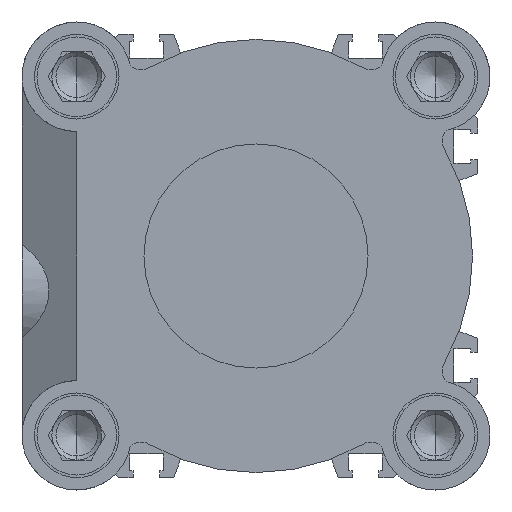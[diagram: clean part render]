
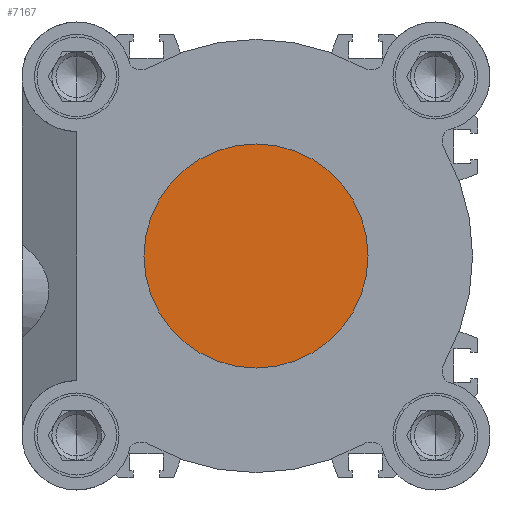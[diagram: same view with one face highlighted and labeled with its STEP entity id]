
A CAD part, left-side view. The second image highlights one B-rep face of the part: STEP entity #7167.
In plain terms, the highlighted face is planar.
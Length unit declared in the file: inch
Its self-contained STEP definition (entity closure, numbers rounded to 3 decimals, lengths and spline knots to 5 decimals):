
#547 = CARTESIAN_POINT ( 'NONE',  ( 1.65354, 0., 0. ) ) ;
#612 = CARTESIAN_POINT ( 'NONE',  ( 1.65354, 0., -0.88583 ) ) ;
#1588 = DIRECTION ( 'NONE',  ( 0., 0., 1. ) ) ;
#2538 = EDGE_CURVE ( 'NONE', #10940, #5608, #8004, .T. ) ;
#3159 = FACE_OUTER_BOUND ( 'NONE', #12472, .T. ) ;
#3263 = ORIENTED_EDGE ( 'NONE', *, *, #2538, .F. ) ;
#4766 = AXIS2_PLACEMENT_3D ( 'NONE', #9201, #5301, #12105 ) ;
#5282 = CARTESIAN_POINT ( 'NONE',  ( 1.65354, 0., 0. ) ) ;
#5301 = DIRECTION ( 'NONE',  ( -1., 0., 0. ) ) ;
#5608 = VERTEX_POINT ( 'NONE', #9527 ) ;
#6276 = DIRECTION ( 'NONE',  ( 0., 0., 1. ) ) ;
#7167 = ADVANCED_FACE ( 'NONE', ( #3159 ), #11132, .F. ) ;
#7557 = ORIENTED_EDGE ( 'NONE', *, *, #10311, .F. ) ;
#7566 = DIRECTION ( 'NONE',  ( -1., 0., 0. ) ) ;
#8004 = CIRCLE ( 'NONE', #12470, 0.88583 ) ;
#9201 = CARTESIAN_POINT ( 'NONE',  ( 1.65354, 0.88583, 0. ) ) ;
#9527 = CARTESIAN_POINT ( 'NONE',  ( 1.65354, 0., 0.88583 ) ) ;
#9661 = AXIS2_PLACEMENT_3D ( 'NONE', #547, #7566, #1588 ) ;
#9879 = CIRCLE ( 'NONE', #9661, 0.88583 ) ;
#10311 = EDGE_CURVE ( 'NONE', #5608, #10940, #9879, .T. ) ;
#10940 = VERTEX_POINT ( 'NONE', #612 ) ;
#11132 = PLANE ( 'NONE',  #4766 ) ;
#12093 = DIRECTION ( 'NONE',  ( -1., 0., 0. ) ) ;
#12105 = DIRECTION ( 'NONE',  ( 0., 0., 1. ) ) ;
#12470 = AXIS2_PLACEMENT_3D ( 'NONE', #5282, #12093, #6276 ) ;
#12472 = EDGE_LOOP ( 'NONE', ( #7557, #3263 ) ) ;
